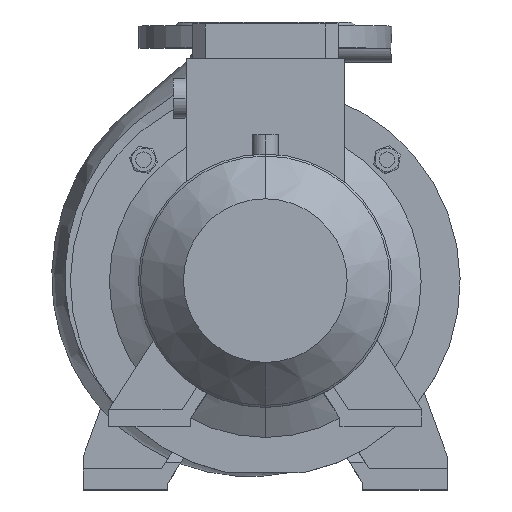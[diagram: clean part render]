
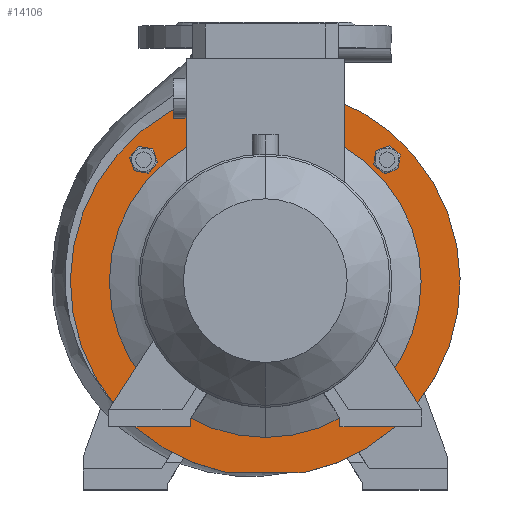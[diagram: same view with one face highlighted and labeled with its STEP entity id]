
A CAD part, top view. The second image highlights one B-rep face of the part: STEP entity #14106.
In plain terms, the highlighted planar face has unit normal (0, 0, 1).
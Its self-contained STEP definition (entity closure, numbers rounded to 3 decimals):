
#872 = CARTESIAN_POINT ( 'NONE',  ( -29.85, -147., 196. ) ) ;
#2229 = CARTESIAN_POINT ( 'NONE',  ( 93.692, -93.692, 196. ) ) ;
#2431 = CARTESIAN_POINT ( 'NONE',  ( 0., 150., 196. ) ) ;
#2766 = ORIENTED_EDGE ( 'NONE', *, *, #50510, .T. ) ;
#2841 = CARTESIAN_POINT ( 'NONE',  ( 29.85, -147., 196. ) ) ;
#3044 = FACE_BOUND ( 'NONE', #14349, .T. ) ;
#4335 = DIRECTION ( 'NONE',  ( 0., 0., -1. ) ) ;
#5001 = EDGE_LOOP ( 'NONE', ( #2766, #40365, #11705 ) ) ;
#6786 = CARTESIAN_POINT ( 'NONE',  ( -93.692, -93.692, 196. ) ) ;
#6958 = CARTESIAN_POINT ( 'NONE',  ( -93.692, 93.692, 196. ) ) ;
#7314 = CARTESIAN_POINT ( 'NONE',  ( 0., -120., 196. ) ) ;
#8033 = AXIS2_PLACEMENT_3D ( 'NONE', #24051, #32951, #28703 ) ;
#8321 = ORIENTED_EDGE ( 'NONE', *, *, #21411, .T. ) ;
#8775 = PLANE ( 'NONE',  #32809 ) ;
#8782 = ORIENTED_EDGE ( 'NONE', *, *, #18403, .T. ) ;
#9761 = CIRCLE ( 'NONE', #55127, 9.025 ) ;
#9867 = AXIS2_PLACEMENT_3D ( 'NONE', #20651, #25132, #55543 ) ;
#10263 = AXIS2_PLACEMENT_3D ( 'NONE', #36045, #53389, #26979 ) ;
#10360 = EDGE_CURVE ( 'NONE', #49488, #24070, #24602, .T. ) ;
#10605 = DIRECTION ( 'NONE',  ( 0., 0., -1. ) ) ;
#10860 = DIRECTION ( 'NONE',  ( 0., -1., 0. ) ) ;
#11705 = ORIENTED_EDGE ( 'NONE', *, *, #39401, .F. ) ;
#12527 = AXIS2_PLACEMENT_3D ( 'NONE', #2229, #24510, #10860 ) ;
#13621 = VERTEX_POINT ( 'NONE', #17361 ) ;
#14106 = ADVANCED_FACE ( 'NONE', ( #3044, #54025, #56765, #47859, #49927, #40266 ), #8775, .T. ) ;
#14349 = EDGE_LOOP ( 'NONE', ( #44346, #29209 ) ) ;
#15237 = CARTESIAN_POINT ( 'NONE',  ( -84.804, 92.124, 196. ) ) ;
#15804 = DIRECTION ( 'NONE',  ( 0., -1., 0. ) ) ;
#17361 = CARTESIAN_POINT ( 'NONE',  ( 84.804, -92.124, 196. ) ) ;
#18403 = EDGE_CURVE ( 'NONE', #36034, #49118, #9761, .T. ) ;
#18609 = CIRCLE ( 'NONE', #27277, 120. ) ;
#19279 = CARTESIAN_POINT ( 'NONE',  ( 93.692, 93.692, 196. ) ) ;
#19341 = VECTOR ( 'NONE', #28172, 1000. ) ;
#20471 = CARTESIAN_POINT ( 'NONE',  ( 0., 0., 196. ) ) ;
#20651 = CARTESIAN_POINT ( 'NONE',  ( 93.692, 93.692, 196. ) ) ;
#21090 = VERTEX_POINT ( 'NONE', #2841 ) ;
#21411 = EDGE_CURVE ( 'NONE', #24070, #49488, #44103, .T. ) ;
#22413 = AXIS2_PLACEMENT_3D ( 'NONE', #28332, #10605, #32949 ) ;
#22967 = DIRECTION ( 'NONE',  ( 0., -1., 0. ) ) ;
#23159 = DIRECTION ( 'NONE',  ( 0., 0., -1. ) ) ;
#23412 = CIRCLE ( 'NONE', #10263, 150. ) ;
#24051 = CARTESIAN_POINT ( 'NONE',  ( -93.692, -93.692, 196. ) ) ;
#24070 = VERTEX_POINT ( 'NONE', #26260 ) ;
#24510 = DIRECTION ( 'NONE',  ( 0., 0., -1. ) ) ;
#24602 = CIRCLE ( 'NONE', #9867, 9.025 ) ;
#24615 = EDGE_CURVE ( 'NONE', #53093, #41906, #46955, .T. ) ;
#25026 = EDGE_LOOP ( 'NONE', ( #31911, #44493 ) ) ;
#25132 = DIRECTION ( 'NONE',  ( 0., 0., -1. ) ) ;
#26260 = CARTESIAN_POINT ( 'NONE',  ( 92.124, 84.804, 196. ) ) ;
#26979 = DIRECTION ( 'NONE',  ( 0., 1., 0. ) ) ;
#27277 = AXIS2_PLACEMENT_3D ( 'NONE', #44979, #49421, #32806 ) ;
#27403 = CARTESIAN_POINT ( 'NONE',  ( -150., -147., 196. ) ) ;
#28172 = DIRECTION ( 'NONE',  ( 1., 0., 0. ) ) ;
#28332 = CARTESIAN_POINT ( 'NONE',  ( 93.692, -93.692, 196. ) ) ;
#28703 = DIRECTION ( 'NONE',  ( 0., -1., 0. ) ) ;
#29209 = ORIENTED_EDGE ( 'NONE', *, *, #55522, .T. ) ;
#30124 = CIRCLE ( 'NONE', #47929, 9.025 ) ;
#30487 = EDGE_CURVE ( 'NONE', #49118, #36034, #36003, .T. ) ;
#31033 = ORIENTED_EDGE ( 'NONE', *, *, #56210, .T. ) ;
#31455 = CARTESIAN_POINT ( 'NONE',  ( 0., 120., 196. ) ) ;
#31911 = ORIENTED_EDGE ( 'NONE', *, *, #33604, .T. ) ;
#32184 = CIRCLE ( 'NONE', #22413, 9.025 ) ;
#32225 = VERTEX_POINT ( 'NONE', #36830 ) ;
#32687 = CARTESIAN_POINT ( 'NONE',  ( -95.259, -102.58, 196. ) ) ;
#32806 = DIRECTION ( 'NONE',  ( 0., 1., 0. ) ) ;
#32809 = AXIS2_PLACEMENT_3D ( 'NONE', #43849, #48304, #56733 ) ;
#32949 = DIRECTION ( 'NONE',  ( 0., -1., 0. ) ) ;
#32951 = DIRECTION ( 'NONE',  ( 0., 0., -1. ) ) ;
#33604 = EDGE_CURVE ( 'NONE', #41906, #53093, #18609, .T. ) ;
#34123 = DIRECTION ( 'NONE',  ( 0., 0., -1. ) ) ;
#36003 = CIRCLE ( 'NONE', #8033, 9.025 ) ;
#36034 = VERTEX_POINT ( 'NONE', #48601 ) ;
#36045 = CARTESIAN_POINT ( 'NONE',  ( 0., 0., 196. ) ) ;
#36172 = EDGE_CURVE ( 'NONE', #52274, #21090, #23412, .T. ) ;
#36303 = DIRECTION ( 'NONE',  ( 0., -1., 0. ) ) ;
#36830 = CARTESIAN_POINT ( 'NONE',  ( -102.58, 95.259, 196. ) ) ;
#37064 = DIRECTION ( 'NONE',  ( 0., 1., 0. ) ) ;
#38795 = DIRECTION ( 'NONE',  ( 0., 1., 0. ) ) ;
#39320 = LINE ( 'NONE', #27403, #19341 ) ;
#39401 = EDGE_CURVE ( 'NONE', #54492, #52274, #46754, .T. ) ;
#39436 = EDGE_CURVE ( 'NONE', #45224, #13621, #41927, .T. ) ;
#39781 = ORIENTED_EDGE ( 'NONE', *, *, #39436, .T. ) ;
#40142 = EDGE_LOOP ( 'NONE', ( #8321, #49294 ) ) ;
#40266 = FACE_BOUND ( 'NONE', #25026, .T. ) ;
#40365 = ORIENTED_EDGE ( 'NONE', *, *, #36172, .F. ) ;
#41328 = CARTESIAN_POINT ( 'NONE',  ( 0., 0., 196. ) ) ;
#41874 = DIRECTION ( 'NONE',  ( 0., 0., -1. ) ) ;
#41906 = VERTEX_POINT ( 'NONE', #31455 ) ;
#41927 = CIRCLE ( 'NONE', #12527, 9.025 ) ;
#42741 = CARTESIAN_POINT ( 'NONE',  ( 95.259, 102.58, 196. ) ) ;
#43053 = DIRECTION ( 'NONE',  ( 0., 0., -1. ) ) ;
#43805 = CARTESIAN_POINT ( 'NONE',  ( -93.692, 93.692, 196. ) ) ;
#43849 = CARTESIAN_POINT ( 'NONE',  ( 0., 150., 196. ) ) ;
#44103 = CIRCLE ( 'NONE', #53744, 9.025 ) ;
#44346 = ORIENTED_EDGE ( 'NONE', *, *, #46402, .T. ) ;
#44435 = ORIENTED_EDGE ( 'NONE', *, *, #30487, .T. ) ;
#44493 = ORIENTED_EDGE ( 'NONE', *, *, #24615, .T. ) ;
#44979 = CARTESIAN_POINT ( 'NONE',  ( 0., 0., 196. ) ) ;
#45224 = VERTEX_POINT ( 'NONE', #51457 ) ;
#45658 = AXIS2_PLACEMENT_3D ( 'NONE', #43805, #4335, #36303 ) ;
#46236 = VERTEX_POINT ( 'NONE', #15237 ) ;
#46306 = DIRECTION ( 'NONE',  ( 0., -1., 0. ) ) ;
#46402 = EDGE_CURVE ( 'NONE', #46236, #32225, #30124, .T. ) ;
#46754 = CIRCLE ( 'NONE', #52048, 150. ) ;
#46955 = CIRCLE ( 'NONE', #54642, 120. ) ;
#47859 = FACE_BOUND ( 'NONE', #55297, .T. ) ;
#47929 = AXIS2_PLACEMENT_3D ( 'NONE', #6958, #34123, #15804 ) ;
#48304 = DIRECTION ( 'NONE',  ( 0., 0., 1. ) ) ;
#48601 = CARTESIAN_POINT ( 'NONE',  ( -92.124, -84.804, 196. ) ) ;
#49118 = VERTEX_POINT ( 'NONE', #32687 ) ;
#49294 = ORIENTED_EDGE ( 'NONE', *, *, #10360, .T. ) ;
#49421 = DIRECTION ( 'NONE',  ( 0., 0., -1. ) ) ;
#49488 = VERTEX_POINT ( 'NONE', #42741 ) ;
#49927 = FACE_OUTER_BOUND ( 'NONE', #5001, .T. ) ;
#50510 = EDGE_CURVE ( 'NONE', #54492, #21090, #39320, .T. ) ;
#51457 = CARTESIAN_POINT ( 'NONE',  ( 102.58, -95.259, 196. ) ) ;
#52048 = AXIS2_PLACEMENT_3D ( 'NONE', #41328, #54593, #37064 ) ;
#52274 = VERTEX_POINT ( 'NONE', #2431 ) ;
#53093 = VERTEX_POINT ( 'NONE', #7314 ) ;
#53389 = DIRECTION ( 'NONE',  ( 0., 0., -1. ) ) ;
#53744 = AXIS2_PLACEMENT_3D ( 'NONE', #19279, #23159, #22967 ) ;
#54025 = FACE_BOUND ( 'NONE', #40142, .T. ) ;
#54492 = VERTEX_POINT ( 'NONE', #872 ) ;
#54593 = DIRECTION ( 'NONE',  ( 0., 0., -1. ) ) ;
#54642 = AXIS2_PLACEMENT_3D ( 'NONE', #20471, #43053, #38795 ) ;
#55127 = AXIS2_PLACEMENT_3D ( 'NONE', #6786, #41874, #46306 ) ;
#55297 = EDGE_LOOP ( 'NONE', ( #8782, #44435 ) ) ;
#55522 = EDGE_CURVE ( 'NONE', #32225, #46236, #55666, .T. ) ;
#55543 = DIRECTION ( 'NONE',  ( 0., -1., 0. ) ) ;
#55666 = CIRCLE ( 'NONE', #45658, 9.025 ) ;
#56193 = EDGE_LOOP ( 'NONE', ( #31033, #39781 ) ) ;
#56210 = EDGE_CURVE ( 'NONE', #13621, #45224, #32184, .T. ) ;
#56733 = DIRECTION ( 'NONE',  ( 0., -1., 0. ) ) ;
#56765 = FACE_BOUND ( 'NONE', #56193, .T. ) ;
